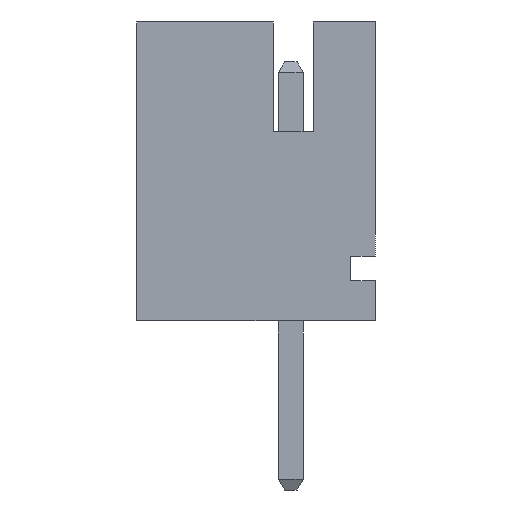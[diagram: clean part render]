
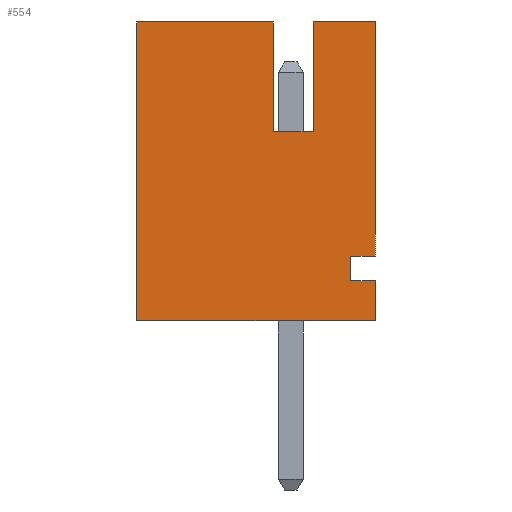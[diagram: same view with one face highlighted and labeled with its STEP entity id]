
A CAD part, left-side view. The second image highlights one B-rep face of the part: STEP entity #554.
In plain terms, the highlighted planar face has unit normal (-1, 0, 0).
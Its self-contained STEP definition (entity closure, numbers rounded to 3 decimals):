
#554=ADVANCED_FACE('',(#1245),#1247,.T.);
#1245=FACE_BOUND('',#1246,.T.);
#1246=EDGE_LOOP('',(#1804,#1805,#1806,#1807,#1808,#1809,#1810,#1811,#1812,#1813,
#1814,#1815));
#1247=PLANE('',#1248);
#1248=AXIS2_PLACEMENT_3D('',#1249,#1250,#1251);
#1249=CARTESIAN_POINT('',(-12.,3.1,0.));
#1250=DIRECTION('',(-1.,0.,0.));
#1251=DIRECTION('',(0.,-1.,0.));
#1804=ORIENTED_EDGE('',*,*,#2193,.T.);
#1805=ORIENTED_EDGE('',*,*,#2194,.T.);
#1806=ORIENTED_EDGE('',*,*,#2195,.F.);
#1807=ORIENTED_EDGE('',*,*,#2160,.F.);
#1808=ORIENTED_EDGE('',*,*,#2185,.T.);
#1809=ORIENTED_EDGE('',*,*,#2192,.T.);
#1810=ORIENTED_EDGE('',*,*,#2196,.T.);
#1811=ORIENTED_EDGE('',*,*,#2197,.T.);
#1812=ORIENTED_EDGE('',*,*,#2198,.T.);
#1813=ORIENTED_EDGE('',*,*,#2199,.T.);
#1814=ORIENTED_EDGE('',*,*,#2200,.F.);
#1815=ORIENTED_EDGE('',*,*,#2201,.T.);
#2160=EDGE_CURVE('',#2442,#2444,#2445,.T.);
#2185=EDGE_CURVE('',#2442,#2476,#2478,.T.);
#2192=EDGE_CURVE('',#2476,#2489,#2491,.T.);
#2193=EDGE_CURVE('',#2492,#2493,#2494,.F.);
#2194=EDGE_CURVE('',#2493,#2495,#2496,.F.);
#2195=EDGE_CURVE('',#2444,#2495,#2497,.T.);
#2196=EDGE_CURVE('',#2489,#2498,#2499,.F.);
#2197=EDGE_CURVE('',#2498,#2500,#2501,.T.);
#2198=EDGE_CURVE('',#2500,#2502,#2503,.F.);
#2199=EDGE_CURVE('',#2502,#2504,#2505,.T.);
#2200=EDGE_CURVE('',#2506,#2504,#2507,.T.);
#2201=EDGE_CURVE('',#2506,#2492,#2508,.F.);
#2442=VERTEX_POINT('',#2945);
#2444=VERTEX_POINT('',#2949);
#2445=LINE('',#2950,#2951);
#2476=VERTEX_POINT('',#3029);
#2478=LINE('',#3033,#3034);
#2489=VERTEX_POINT('',#3056);
#2491=LINE('',#3060,#3061);
#2492=VERTEX_POINT('',#3063);
#2493=VERTEX_POINT('',#3064);
#2494=LINE('',#3065,#3066);
#2495=VERTEX_POINT('',#3068);
#2496=LINE('',#3069,#3070);
#2497=LINE('',#3072,#3073);
#2498=VERTEX_POINT('',#3075);
#2499=LINE('',#3076,#3077);
#2500=VERTEX_POINT('',#3079);
#2501=LINE('',#3080,#3081);
#2502=VERTEX_POINT('',#3083);
#2503=LINE('',#3084,#3085);
#2504=VERTEX_POINT('',#3087);
#2505=LINE('',#3088,#3089);
#2506=VERTEX_POINT('',#3091);
#2507=LINE('',#3092,#3093);
#2508=LINE('',#3095,#3096);
#2945=CARTESIAN_POINT('',(-12.,3.1,0.));
#2949=CARTESIAN_POINT('',(-12.,3.1,6.));
#2950=CARTESIAN_POINT('',(-12.,3.1,0.));
#2951=VECTOR('',#2952,1.);
#2952=DIRECTION('',(0.,0.,1.));
#3029=CARTESIAN_POINT('',(-12.,-1.7,0.));
#3033=CARTESIAN_POINT('',(-12.,3.1,0.));
#3034=VECTOR('',#3035,1.);
#3035=DIRECTION('',(0.,-1.,0.));
#3056=CARTESIAN_POINT('',(-12.,-1.7,0.8));
#3060=CARTESIAN_POINT('',(-12.,-1.7,0.));
#3061=VECTOR('',#3062,1.);
#3062=DIRECTION('',(0.,0.,1.));
#3063=CARTESIAN_POINT('',(-12.,-0.45,3.8));
#3064=CARTESIAN_POINT('',(-12.,0.35,3.8));
#3065=CARTESIAN_POINT('',(-12.,0.35,3.8));
#3066=VECTOR('',#3067,1.);
#3067=DIRECTION('',(0.,-1.,0.));
#3068=CARTESIAN_POINT('',(-12.,0.35,6.));
#3069=CARTESIAN_POINT('',(-12.,0.35,6.));
#3070=VECTOR('',#3071,1.);
#3071=DIRECTION('',(0.,0.,-1.));
#3072=CARTESIAN_POINT('',(-12.,3.1,6.));
#3073=VECTOR('',#3074,1.);
#3074=DIRECTION('',(0.,-1.,0.));
#3075=CARTESIAN_POINT('',(-12.,-1.2,0.8));
#3076=CARTESIAN_POINT('',(-12.,-1.2,0.8));
#3077=VECTOR('',#3078,1.);
#3078=DIRECTION('',(0.,-1.,0.));
#3079=CARTESIAN_POINT('',(-12.,-1.2,1.3));
#3080=CARTESIAN_POINT('',(-12.,-1.2,0.8));
#3081=VECTOR('',#3082,1.);
#3082=DIRECTION('',(0.,0.,1.));
#3083=CARTESIAN_POINT('',(-12.,-1.7,1.3));
#3084=CARTESIAN_POINT('',(-12.,-1.7,1.3));
#3085=VECTOR('',#3086,1.);
#3086=DIRECTION('',(0.,1.,0.));
#3087=CARTESIAN_POINT('',(-12.,-1.7,6.));
#3088=CARTESIAN_POINT('',(-12.,-1.7,1.3));
#3089=VECTOR('',#3090,1.);
#3090=DIRECTION('',(0.,0.,1.));
#3091=CARTESIAN_POINT('',(-12.,-0.45,6.));
#3092=CARTESIAN_POINT('',(-12.,-0.45,6.));
#3093=VECTOR('',#3094,1.);
#3094=DIRECTION('',(0.,-1.,0.));
#3095=CARTESIAN_POINT('',(-12.,-0.45,3.8));
#3096=VECTOR('',#3097,1.);
#3097=DIRECTION('',(0.,0.,1.));
